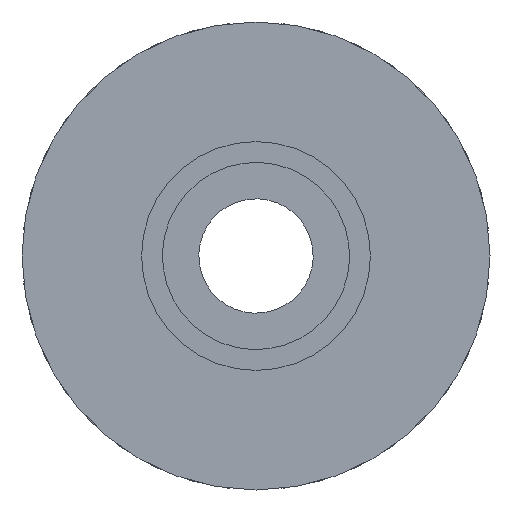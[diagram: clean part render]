
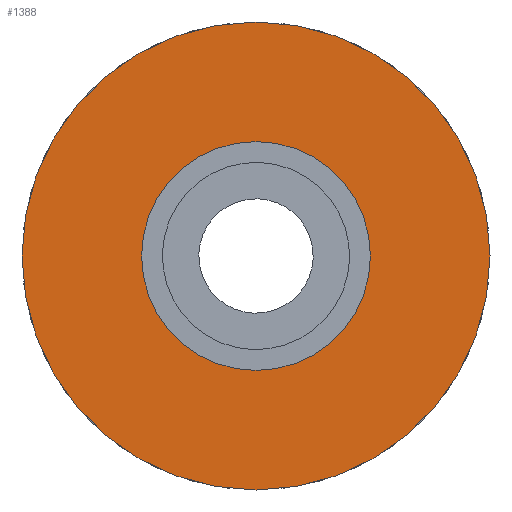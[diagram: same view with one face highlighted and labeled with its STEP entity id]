
A CAD part, front view. The second image highlights one B-rep face of the part: STEP entity #1388.
In plain terms, the highlighted planar face has unit normal (0, -1, 0).
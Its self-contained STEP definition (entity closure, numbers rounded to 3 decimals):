
#150 = DIRECTION ( 'NONE',  ( -1., 0., 0. ) ) ;
#160 = EDGE_CURVE ( 'NONE', #883, #166, #2058, .T. ) ;
#166 = VERTEX_POINT ( 'NONE', #1645 ) ;
#300 = DIRECTION ( 'NONE',  ( -1., 0., 0. ) ) ;
#336 = ORIENTED_EDGE ( 'NONE', *, *, #1336, .F. ) ;
#344 = CARTESIAN_POINT ( 'NONE',  ( 0., -37.43, 0. ) ) ;
#440 = DIRECTION ( 'NONE',  ( -1., 0., 0. ) ) ;
#505 = DIRECTION ( 'NONE',  ( 0., 1., 0. ) ) ;
#532 = DIRECTION ( 'NONE',  ( -1., 0., 0. ) ) ;
#634 = EDGE_LOOP ( 'NONE', ( #1688, #1407 ) ) ;
#643 = CARTESIAN_POINT ( 'NONE',  ( 0., -37.43, 0. ) ) ;
#665 = DIRECTION ( 'NONE',  ( -1., 0., 0. ) ) ;
#671 = FACE_BOUND ( 'NONE', #634, .T. ) ;
#742 = AXIS2_PLACEMENT_3D ( 'NONE', #344, #505, #532 ) ;
#784 = CARTESIAN_POINT ( 'NONE',  ( 11., -37.43, 0. ) ) ;
#830 = FACE_OUTER_BOUND ( 'NONE', #1034, .T. ) ;
#847 = EDGE_CURVE ( 'NONE', #1601, #1781, #2105, .T. ) ;
#883 = VERTEX_POINT ( 'NONE', #1996 ) ;
#1029 = CARTESIAN_POINT ( 'NONE',  ( 0., -37.43, 0. ) ) ;
#1034 = EDGE_LOOP ( 'NONE', ( #2064, #336 ) ) ;
#1071 = CIRCLE ( 'NONE', #1127, 22.5 ) ;
#1127 = AXIS2_PLACEMENT_3D ( 'NONE', #2115, #1449, #440 ) ;
#1143 = DIRECTION ( 'NONE',  ( 0., 1., 0. ) ) ;
#1186 = AXIS2_PLACEMENT_3D ( 'NONE', #784, #1143, #150 ) ;
#1276 = CIRCLE ( 'NONE', #1578, 11. ) ;
#1336 = EDGE_CURVE ( 'NONE', #1781, #1601, #1071, .T. ) ;
#1365 = CARTESIAN_POINT ( 'NONE',  ( -22.5, -37.43, 0. ) ) ;
#1388 = ADVANCED_FACE ( 'NONE', ( #830, #671 ), #1609, .F. ) ;
#1407 = ORIENTED_EDGE ( 'NONE', *, *, #1474, .T. ) ;
#1449 = DIRECTION ( 'NONE',  ( 0., 1., 0. ) ) ;
#1474 = EDGE_CURVE ( 'NONE', #166, #883, #1276, .T. ) ;
#1478 = DIRECTION ( 'NONE',  ( 0., 1., 0. ) ) ;
#1578 = AXIS2_PLACEMENT_3D ( 'NONE', #1029, #1997, #665 ) ;
#1601 = VERTEX_POINT ( 'NONE', #1365 ) ;
#1609 = PLANE ( 'NONE',  #1186 ) ;
#1645 = CARTESIAN_POINT ( 'NONE',  ( 11., -37.43, 0. ) ) ;
#1657 = AXIS2_PLACEMENT_3D ( 'NONE', #643, #1478, #300 ) ;
#1688 = ORIENTED_EDGE ( 'NONE', *, *, #160, .T. ) ;
#1781 = VERTEX_POINT ( 'NONE', #1912 ) ;
#1912 = CARTESIAN_POINT ( 'NONE',  ( 22.5, -37.43, 0. ) ) ;
#1996 = CARTESIAN_POINT ( 'NONE',  ( -11., -37.43, 0. ) ) ;
#1997 = DIRECTION ( 'NONE',  ( 0., 1., 0. ) ) ;
#2058 = CIRCLE ( 'NONE', #1657, 11. ) ;
#2064 = ORIENTED_EDGE ( 'NONE', *, *, #847, .F. ) ;
#2105 = CIRCLE ( 'NONE', #742, 22.5 ) ;
#2115 = CARTESIAN_POINT ( 'NONE',  ( 0., -37.43, 0. ) ) ;
